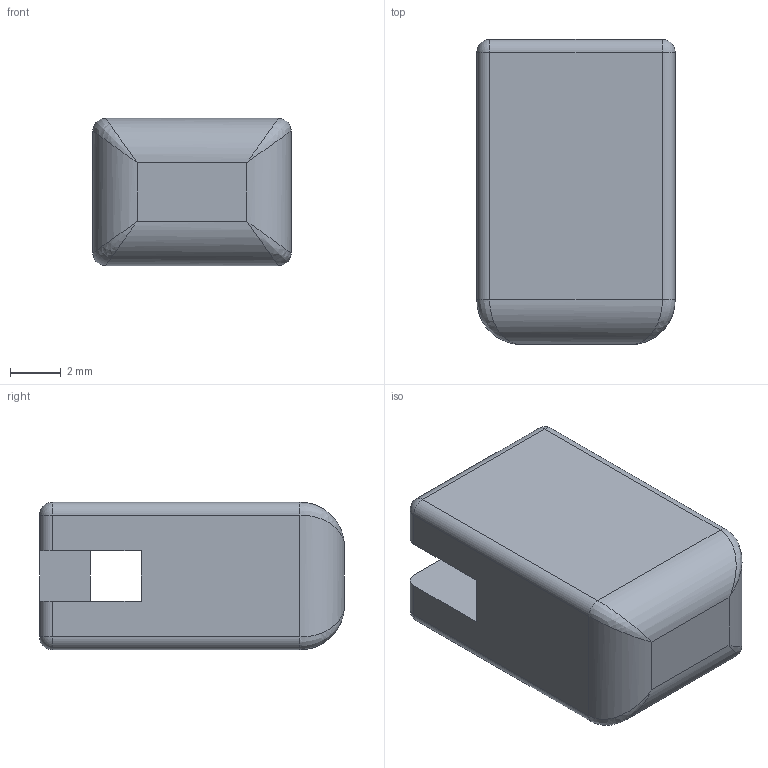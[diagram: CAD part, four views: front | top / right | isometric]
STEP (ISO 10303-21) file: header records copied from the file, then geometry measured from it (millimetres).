
FILE_DESCRIPTION(/* description */ (''),/* implementation_level */ '2;1');
FILE_NAME(/* name */ 'QC_Piston.step',/* time_stamp */ '2020-12-19T12:19:21+01:00',/* author */ (''),/* organization */ (''),/* preprocessor_version */ 'ST-DEVELOPER v18.1',/* originating_system */ 'Autodesk Translation Framework v9.7.1.1290',/* authorisation */ '');
FILE_SCHEMA (('AUTOMOTIVE_DESIGN { 1 0 10303 214 3 1 1 }'));
Length unit declared in the file: millimetre
Products named in the file (2): QuickRelease; Piston
Assembly tree (1 placements, depth 2):
  QuickRelease
    Piston
Bounding box: 7.8 x 12 x 5.8 mm (x, y, z)
Volume: 469 mm3; surface area: 433.9 mm2
Topology: 1 solids, 1 shells, 34 faces, 82 edges, 44 vertices
Faces by surface type: cylinder 14, plane 12, sphere 4, bspline 4
Entity records: 1094 total; most frequent: CARTESIAN_POINT 270, DIRECTION 172, ORIENTED_EDGE 156, EDGE_CURVE 78, AXIS2_PLACEMENT_3D 61, LINE 50, VECTOR 50, VERTEX_POINT 44
